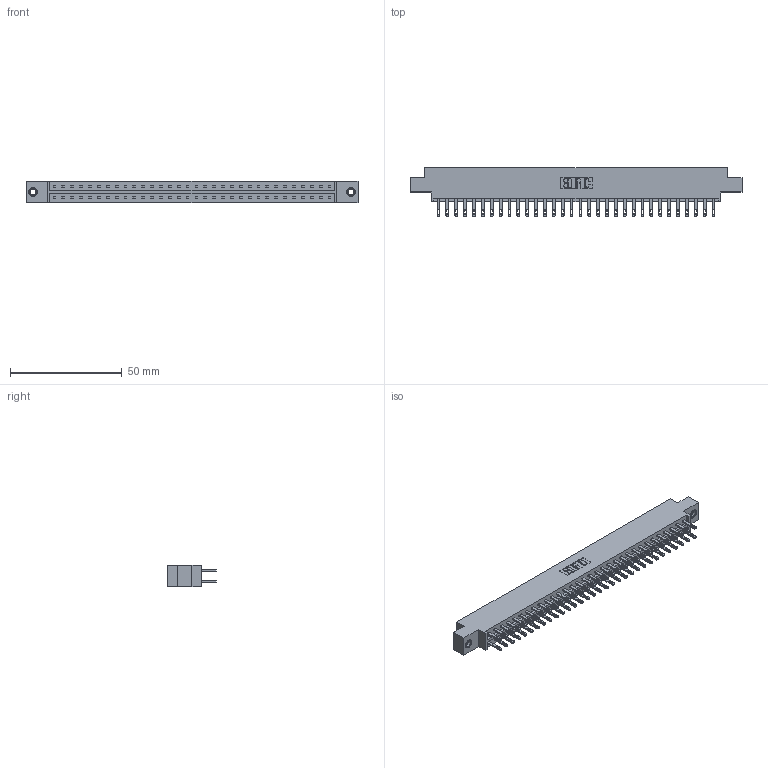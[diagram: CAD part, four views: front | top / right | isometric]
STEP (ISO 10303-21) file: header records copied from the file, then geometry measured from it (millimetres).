
FILE_DESCRIPTION (( 'STEP AP203' ), '1' );
FILE_NAME ('333-064-500-807.STEP', '2018-08-04T09:24:18', ( '' ), ( '' ), 'SwSTEP 2.0', 'SolidWorks 2016', '' );
FILE_SCHEMA (( 'CONFIG_CONTROL_DESIGN' ));
Length unit declared in the file: inch
Products named in the file (4): 333 Part_Offset - .156 Dia - TI; 345-292-001_345-293-100; 345-250-001_345-250-005-103; 333-064-500-807
Assembly tree (67 placements, depth 2):
  333-064-500-807
    333 Part_Offset - .156 Dia - TI
    345-292-001_345-293-100  x64
    345-250-001_345-250-005-103  x2
Bounding box: 148.34 x 21.85 x 9.4 mm (x, y, z)
Volume: 15005 mm3; surface area: 18591.4 mm2
Topology: 67 solids, 67 shells, 3250 faces, 9867 edges, 6570 vertices
Faces by surface type: plane 2026, cylinder 1208, cone 12, torus 4
Entity records: 23128 total; most frequent: CARTESIAN_POINT 3829, ORIENTED_EDGE 3758, DIRECTION 3321, EDGE_CURVE 1879, LINE 1727, VECTOR 1727, VERTEX_POINT 1248, AXIS2_PLACEMENT_3D 797
